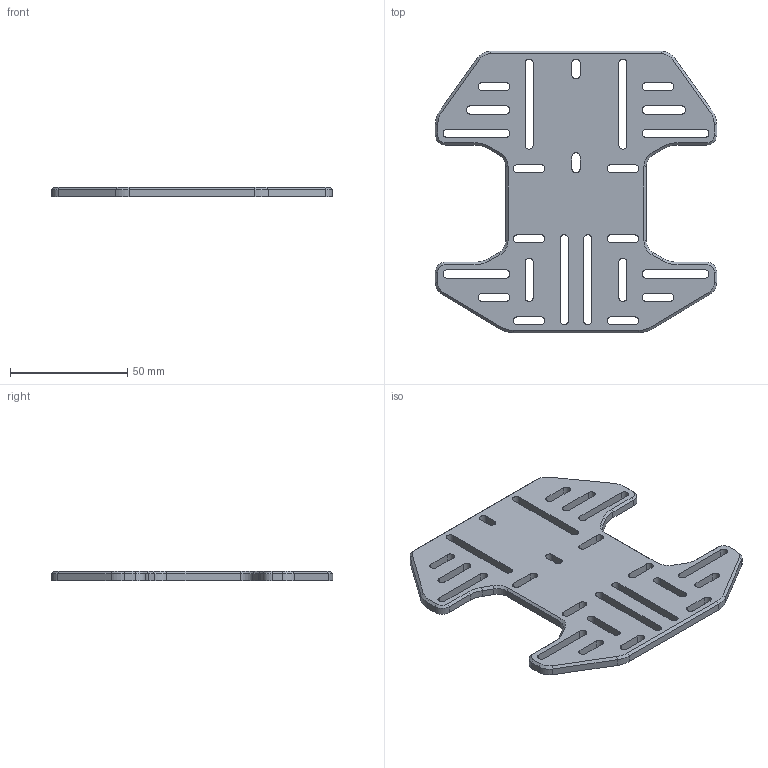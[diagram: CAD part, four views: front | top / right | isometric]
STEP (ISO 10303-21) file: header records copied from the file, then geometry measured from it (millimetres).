
FILE_DESCRIPTION(('STEP AP242'), '1');
FILE_NAME('ﾎ魵瑙韃', '', ('UNSPECIFIED'), ('UNSPECIFIED'), 'C3D Converter', 'C3D Toolkit', '');
FILE_SCHEMA(('AP242_MANAGED_MODEL_BASED_3D_ENGINEERING_MIM_LF { 1 0 10303 442 1 1 4 }'));
Length unit declared in the file: millimetre
Bounding box: 120 x 120 x 4 mm (x, y, z)
Volume: 34679.9 mm3; surface area: 23566.2 mm2
Topology: 1 solids, 1 shells, 178 faces, 488 edges, 312 vertices
Faces by surface type: plane 90, cylinder 68, cone 20
Entity records: 5764 total; most frequent: DIRECTION 1002, CARTESIAN_POINT 979, ORIENTED_EDGE 976, EDGE_CURVE 488, AXIS2_PLACEMENT_3D 335, LINE 332, VECTOR 332, VERTEX_POINT 312
